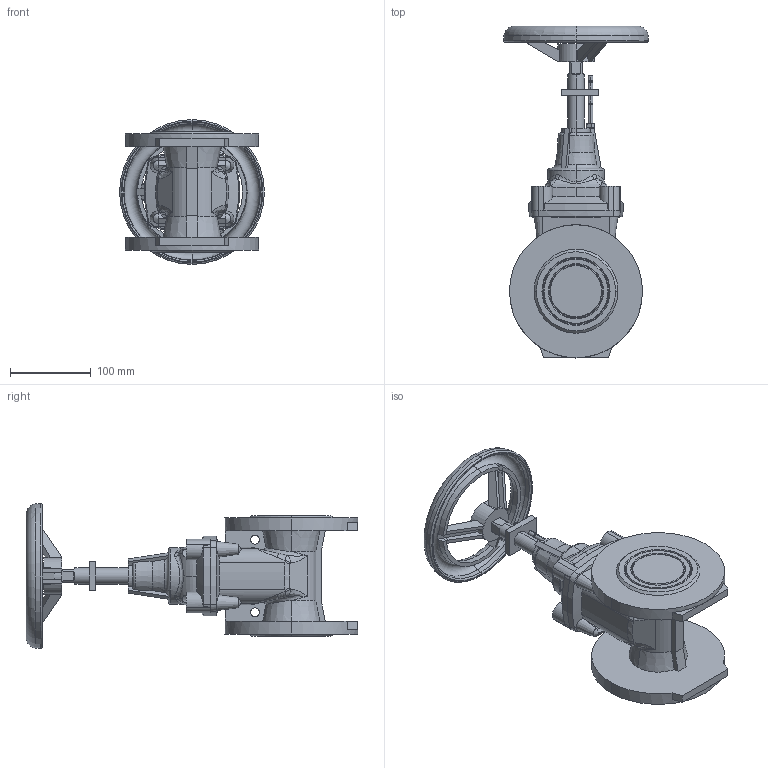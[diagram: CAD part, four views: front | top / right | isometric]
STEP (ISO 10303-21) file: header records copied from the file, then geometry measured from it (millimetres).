
FILE_DESCRIPTION (( 'STEP AP203' ), '1' );
FILE_NAME ('0605035016.STEP', '2014-05-29T02:19:40', ( '' ), ( '' ), 'SwSTEP 2.0', 'SolidWorks 2012', '' );
FILE_SCHEMA (( 'CONFIG_CONTROL_DESIGN' ));
Length unit declared in the file: millimetre
Products named in the file (1): 0605035016
Bounding box: 179.62 x 411.45 x 179.62 mm (x, y, z)
Volume: 2344445.8 mm3; surface area: 255280.8 mm2
Topology: 1 solids, 1 shells, 422 faces, 1092 edges, 677 vertices
Faces by surface type: plane 161, cone 106, cylinder 73, bspline 42, torus 38, sphere 2
Entity records: 15781 total; most frequent: CARTESIAN_POINT 6079, ORIENTED_EDGE 2176, DIRECTION 1868, EDGE_CURVE 1088, AXIS2_PLACEMENT_3D 734, VERTEX_POINT 677, EDGE_LOOP 443, ADVANCED_FACE 422
